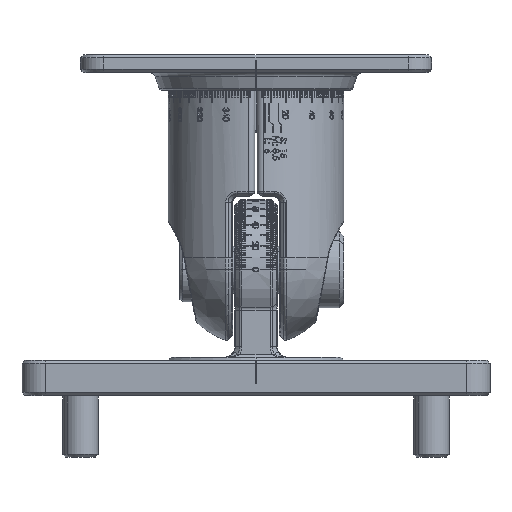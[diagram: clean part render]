
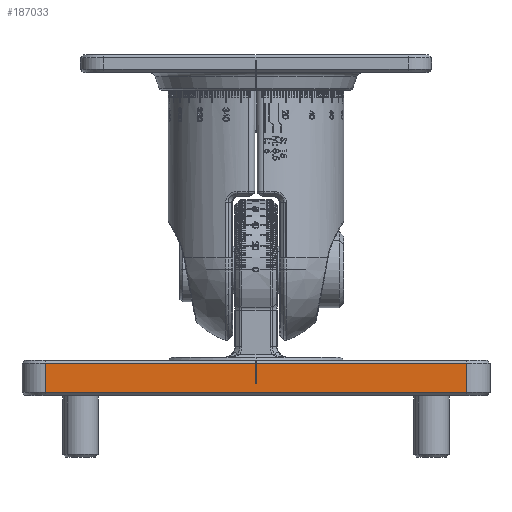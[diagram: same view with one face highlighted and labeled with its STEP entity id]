
A CAD part, top view. The second image highlights one B-rep face of the part: STEP entity #187033.
In plain terms, the highlighted planar face has unit normal (0, 0, 1).
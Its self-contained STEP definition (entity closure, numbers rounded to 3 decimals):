
#2737 = CARTESIAN_POINT ( 'NONE',  ( -39.95, 4.917, 0. ) ) ;
#5824 = LINE ( 'NONE', #38981, #33321 ) ;
#7583 = VERTEX_POINT ( 'NONE', #97450 ) ;
#9015 = VECTOR ( 'NONE', #102953, 1000. ) ;
#10608 = EDGE_LOOP ( 'NONE', ( #187027, #187406, #149846, #78620, #17250, #155981, #66065, #158458 ) ) ;
#13640 = DIRECTION ( 'NONE',  ( -1., 0., 0. ) ) ;
#17250 = ORIENTED_EDGE ( 'NONE', *, *, #72744, .T. ) ;
#25722 = CARTESIAN_POINT ( 'NONE',  ( -40.05, 2., 0. ) ) ;
#29756 = CARTESIAN_POINT ( 'NONE',  ( -39.95, 2., 0. ) ) ;
#31019 = VECTOR ( 'NONE', #76139, 1000. ) ;
#33321 = VECTOR ( 'NONE', #35984, 1000. ) ;
#35460 = CARTESIAN_POINT ( 'NONE',  ( -80., 5.5, 0. ) ) ;
#35984 = DIRECTION ( 'NONE',  ( 0., 1., 0. ) ) ;
#38672 = EDGE_CURVE ( 'NONE', #60312, #81443, #51604, .T. ) ;
#38920 = B_SPLINE_CURVE_WITH_KNOTS ( 'NONE', 3,
 ( #152670, #2737, #61143, #64117, #46036 ),
 .UNSPECIFIED., .F., .F.,
 ( 4, 1, 4 ),
 ( 0., 0.5, 1. ),
 .UNSPECIFIED. ) ;
#38981 = CARTESIAN_POINT ( 'NONE',  ( -4., 6., 0. ) ) ;
#40378 = PLANE ( 'NONE',  #121914 ) ;
#41344 = EDGE_CURVE ( 'NONE', #103287, #146932, #178390, .T. ) ;
#46036 = CARTESIAN_POINT ( 'NONE',  ( -39.95, 2., 0. ) ) ;
#47039 = CARTESIAN_POINT ( 'NONE',  ( -40.05, 2.583, 0. ) ) ;
#51604 = B_SPLINE_CURVE_WITH_KNOTS ( 'NONE', 3,
 ( #127609, #84287, #101377, #53093, #112509 ),
 .UNSPECIFIED., .F., .F.,
 ( 4, 1, 4 ),
 ( 0., 0.5, 1. ),
 .UNSPECIFIED. ) ;
#53093 = CARTESIAN_POINT ( 'NONE',  ( -40.033, 2., 0. ) ) ;
#57650 = CARTESIAN_POINT ( 'NONE',  ( -76., 0., 0. ) ) ;
#60312 = VERTEX_POINT ( 'NONE', #29756 ) ;
#61143 = CARTESIAN_POINT ( 'NONE',  ( -39.95, 3.75, 0. ) ) ;
#64117 = CARTESIAN_POINT ( 'NONE',  ( -39.95, 2.583, 0. ) ) ;
#66065 = ORIENTED_EDGE ( 'NONE', *, *, #183404, .T. ) ;
#72744 = EDGE_CURVE ( 'NONE', #146932, #142071, #77116, .T. ) ;
#73054 = CARTESIAN_POINT ( 'NONE',  ( -80., 5.5, 0. ) ) ;
#76139 = DIRECTION ( 'NONE',  ( 1., 0., 0. ) ) ;
#77116 = LINE ( 'NONE', #104356, #31019 ) ;
#78214 = CARTESIAN_POINT ( 'NONE',  ( -40.05, 2., 0. ) ) ;
#78620 = ORIENTED_EDGE ( 'NONE', *, *, #41344, .T. ) ;
#81443 = VERTEX_POINT ( 'NONE', #25722 ) ;
#81764 = LINE ( 'NONE', #35460, #82717 ) ;
#82717 = VECTOR ( 'NONE', #143095, 1000. ) ;
#84287 = CARTESIAN_POINT ( 'NONE',  ( -39.967, 2., 0. ) ) ;
#94983 = B_SPLINE_CURVE_WITH_KNOTS ( 'NONE', 3,
 ( #78214, #47039, #139555, #137609, #107453 ),
 .UNSPECIFIED., .F., .F.,
 ( 4, 1, 4 ),
 ( 0., 0.5, 1. ),
 .UNSPECIFIED. ) ;
#97450 = CARTESIAN_POINT ( 'NONE',  ( -39.95, 5.5, 0. ) ) ;
#101377 = CARTESIAN_POINT ( 'NONE',  ( -40., 2., 0. ) ) ;
#101794 = DIRECTION ( 'NONE',  ( 0., 0., -1. ) ) ;
#102953 = DIRECTION ( 'NONE',  ( 0., -1., 0. ) ) ;
#103287 = VERTEX_POINT ( 'NONE', #167639 ) ;
#104356 = CARTESIAN_POINT ( 'NONE',  ( -4., 0.5, 0. ) ) ;
#106405 = VECTOR ( 'NONE', #13640, 1000. ) ;
#107453 = CARTESIAN_POINT ( 'NONE',  ( -40.05, 5.5, 0. ) ) ;
#108184 = EDGE_CURVE ( 'NONE', #142071, #128468, #5824, .T. ) ;
#110627 = CARTESIAN_POINT ( 'NONE',  ( -76., 0.5, 0. ) ) ;
#112509 = CARTESIAN_POINT ( 'NONE',  ( -40.05, 2., 0. ) ) ;
#113831 = CARTESIAN_POINT ( 'NONE',  ( -4., 5.5, 0. ) ) ;
#119343 = LINE ( 'NONE', #73054, #106405 ) ;
#121914 = AXIS2_PLACEMENT_3D ( 'NONE', #181153, #101794, #163102 ) ;
#127609 = CARTESIAN_POINT ( 'NONE',  ( -39.95, 2., 0. ) ) ;
#128468 = VERTEX_POINT ( 'NONE', #113831 ) ;
#130305 = EDGE_CURVE ( 'NONE', #166610, #103287, #119343, .T. ) ;
#137609 = CARTESIAN_POINT ( 'NONE',  ( -40.05, 4.917, 0. ) ) ;
#139555 = CARTESIAN_POINT ( 'NONE',  ( -40.05, 3.75, 0. ) ) ;
#142071 = VERTEX_POINT ( 'NONE', #187190 ) ;
#143095 = DIRECTION ( 'NONE',  ( -1., 0., 0. ) ) ;
#146932 = VERTEX_POINT ( 'NONE', #110627 ) ;
#149846 = ORIENTED_EDGE ( 'NONE', *, *, #130305, .T. ) ;
#152670 = CARTESIAN_POINT ( 'NONE',  ( -39.95, 5.5, 0. ) ) ;
#155981 = ORIENTED_EDGE ( 'NONE', *, *, #108184, .T. ) ;
#158458 = ORIENTED_EDGE ( 'NONE', *, *, #179094, .T. ) ;
#163102 = DIRECTION ( 'NONE',  ( 0., -1., 0. ) ) ;
#166610 = VERTEX_POINT ( 'NONE', #178296 ) ;
#167639 = CARTESIAN_POINT ( 'NONE',  ( -76., 5.5, 0. ) ) ;
#178296 = CARTESIAN_POINT ( 'NONE',  ( -40.05, 5.5, 0. ) ) ;
#178390 = LINE ( 'NONE', #57650, #9015 ) ;
#179094 = EDGE_CURVE ( 'NONE', #7583, #60312, #38920, .T. ) ;
#181153 = CARTESIAN_POINT ( 'NONE',  ( -80., 6., 0. ) ) ;
#183404 = EDGE_CURVE ( 'NONE', #128468, #7583, #81764, .T. ) ;
#187027 = ORIENTED_EDGE ( 'NONE', *, *, #38672, .T. ) ;
#187033 = ADVANCED_FACE ( 'NONE', ( #194290 ), #40378, .F. ) ;
#187190 = CARTESIAN_POINT ( 'NONE',  ( -4., 0.5, 0. ) ) ;
#187406 = ORIENTED_EDGE ( 'NONE', *, *, #197662, .T. ) ;
#194290 = FACE_OUTER_BOUND ( 'NONE', #10608, .T. ) ;
#197662 = EDGE_CURVE ( 'NONE', #81443, #166610, #94983, .T. ) ;
